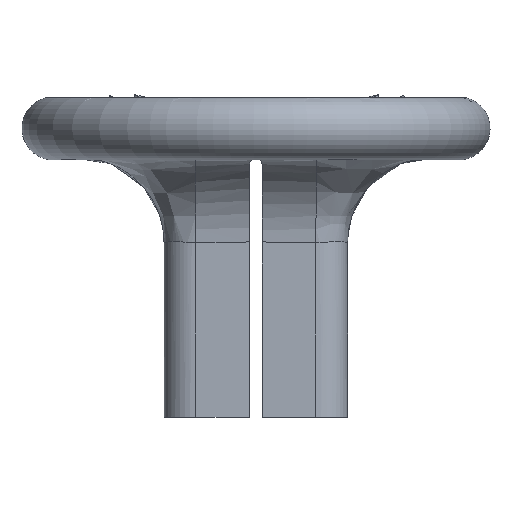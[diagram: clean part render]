
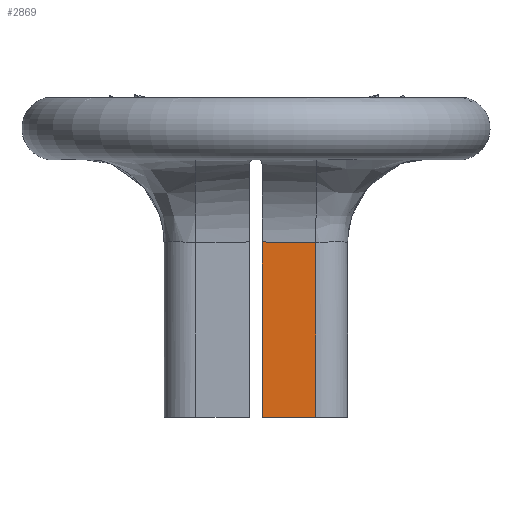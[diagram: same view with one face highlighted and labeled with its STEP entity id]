
A CAD part, front view. The second image highlights one B-rep face of the part: STEP entity #2869.
In plain terms, the highlighted face is planar.
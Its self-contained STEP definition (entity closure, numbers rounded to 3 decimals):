
#75=LINE('',#3916,#209);
#142=LINE('',#4685,#276);
#143=LINE('',#4686,#277);
#209=VECTOR('',#3191,10.);
#276=VECTOR('',#3390,10.);
#277=VECTOR('',#3391,10.);
#356=PLANE('',#3060);
#437=FACE_OUTER_BOUND('',#576,.T.);
#576=EDGE_LOOP('',(#2093,#2094,#2095,#2096));
#781=B_SPLINE_CURVE_WITH_KNOTS('',3,(#4662,#4663,#4664,#4665),
 .UNSPECIFIED.,.F.,.F.,(4,4),(-3.332,-3.162),
 .UNSPECIFIED.);
#1037=VERTEX_POINT('',#3913);
#1038=VERTEX_POINT('',#3915);
#1118=VERTEX_POINT('',#4661);
#1122=VERTEX_POINT('',#4684);
#1385=EDGE_CURVE('',#1038,#1037,#75,.T.);
#1508=EDGE_CURVE('',#1038,#1118,#781,.T.);
#1513=EDGE_CURVE('',#1037,#1122,#142,.T.);
#1514=EDGE_CURVE('',#1118,#1122,#143,.T.);
#2093=ORIENTED_EDGE('',*,*,#1385,.T.);
#2094=ORIENTED_EDGE('',*,*,#1513,.T.);
#2095=ORIENTED_EDGE('',*,*,#1514,.F.);
#2096=ORIENTED_EDGE('',*,*,#1508,.F.);
#2869=ADVANCED_FACE('',(#437),#356,.T.);
#3060=AXIS2_PLACEMENT_3D('',#4683,#3388,#3389);
#3191=DIRECTION('',(0.,-1.,0.));
#3388=DIRECTION('center_axis',(0.,0.,
1.));
#3389=DIRECTION('ref_axis',(1.,0.,0.));
#3390=DIRECTION('',(1.,0.,0.));
#3391=DIRECTION('',(0.,-1.,0.));
#3913=CARTESIAN_POINT('',(0.194,1.,2.885));
#3915=CARTESIAN_POINT('',(0.194,6.545,2.885));
#3916=CARTESIAN_POINT('',(0.194,2.559,2.885));
#4661=CARTESIAN_POINT('',(1.894,6.523,2.885));
#4662=CARTESIAN_POINT('Ctrl Pts',(0.194,6.544,2.885));
#4663=CARTESIAN_POINT('Ctrl Pts',(0.76,6.54,2.885));
#4664=CARTESIAN_POINT('Ctrl Pts',(1.327,6.526,2.885));
#4665=CARTESIAN_POINT('Ctrl Pts',(1.894,6.523,2.885));
#4683=CARTESIAN_POINT('Origin',(0.,4.117,2.885));
#4684=CARTESIAN_POINT('',(1.894,1.,2.885));
#4685=CARTESIAN_POINT('',(-2.906,1.,2.885));
#4686=CARTESIAN_POINT('',(1.894,1.,2.885));
